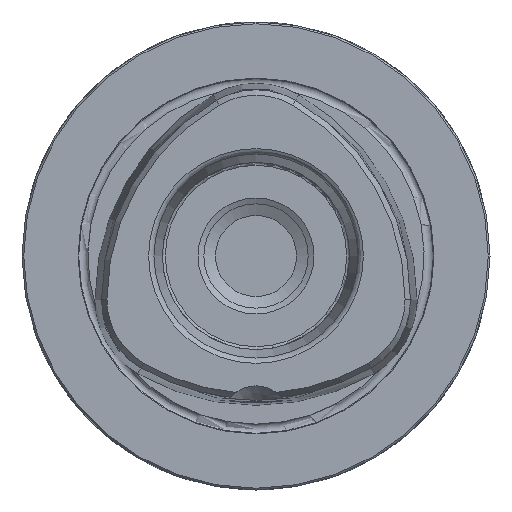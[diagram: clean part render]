
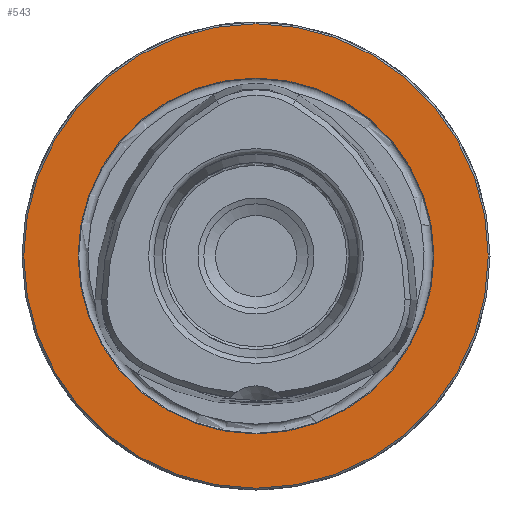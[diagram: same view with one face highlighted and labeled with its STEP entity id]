
A CAD part, left-side view. The second image highlights one B-rep face of the part: STEP entity #543.
In plain terms, the highlighted planar face has unit normal (-1, 0, 0).
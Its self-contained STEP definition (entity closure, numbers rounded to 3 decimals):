
#543 = ADVANCED_FACE( '', ( #1152, #1153 ), #1154, .T. );
#1152 = FACE_OUTER_BOUND( '', #1879, .T. );
#1153 = FACE_BOUND( '', #1880, .T. );
#1154 = PLANE( '', #1881 );
#1879 = EDGE_LOOP( '', ( #3035 ) );
#1880 = EDGE_LOOP( '', ( #3036 ) );
#1881 = AXIS2_PLACEMENT_3D( '', #3037, #3038, #3039 );
#3035 = ORIENTED_EDGE( '', *, *, #4216, .T. );
#3036 = ORIENTED_EDGE( '', *, *, #4202, .F. );
#3037 = CARTESIAN_POINT( '', ( 0., 0., 30.25 ) );
#3038 = DIRECTION( '', ( -1., 0., 0. ) );
#3039 = DIRECTION( '', ( 0., 0., 1. ) );
#4202 = EDGE_CURVE( '', #5006, #5006, #5007, .T. );
#4216 = EDGE_CURVE( '', #5027, #5027, #5028, .T. );
#5006 = VERTEX_POINT( '', #6413 );
#5007 = CIRCLE( '', #6414, 30.414 );
#5027 = VERTEX_POINT( '', #6436 );
#5028 = CIRCLE( '', #6437, 39.7 );
#6413 = CARTESIAN_POINT( '', ( 0., 0., 30.414 ) );
#6414 = AXIS2_PLACEMENT_3D( '', #7501, #7502, #7503 );
#6436 = CARTESIAN_POINT( '', ( 0., 0., 39.7 ) );
#6437 = AXIS2_PLACEMENT_3D( '', #7521, #7522, #7523 );
#7501 = CARTESIAN_POINT( '', ( 0., 0., 0. ) );
#7502 = DIRECTION( '', ( -1., 0., 0. ) );
#7503 = DIRECTION( '', ( 0., 0., 1. ) );
#7521 = CARTESIAN_POINT( '', ( 0., 0., 0. ) );
#7522 = DIRECTION( '', ( -1., 0., 0. ) );
#7523 = DIRECTION( '', ( 0., 0., 1. ) );
